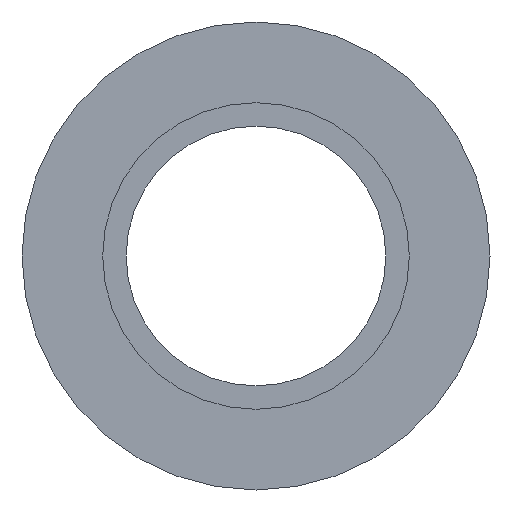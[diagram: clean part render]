
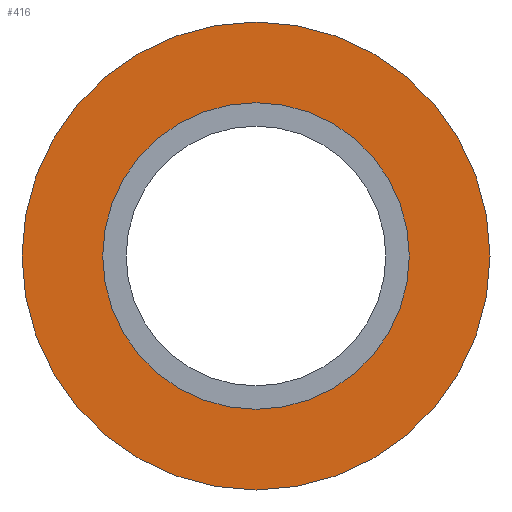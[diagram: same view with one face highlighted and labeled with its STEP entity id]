
A CAD part, front view. The second image highlights one B-rep face of the part: STEP entity #416.
In plain terms, the highlighted planar face has unit normal (0, -1, 0).
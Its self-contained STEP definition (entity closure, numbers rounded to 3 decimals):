
#17=FACE_BOUND('',#98,.T.);
#40=CIRCLE('',#466,20.);
#41=CIRCLE('',#467,20.);
#52=CIRCLE('',#485,13.1);
#53=CIRCLE('',#486,13.1);
#74=FACE_OUTER_BOUND('',#97,.T.);
#97=EDGE_LOOP('',(#377,#378));
#98=EDGE_LOOP('',(#379,#380));
#187=VERTEX_POINT('',#704);
#188=VERTEX_POINT('',#706);
#199=VERTEX_POINT('',#740);
#200=VERTEX_POINT('',#742);
#242=EDGE_CURVE('',#187,#188,#40,.T.);
#243=EDGE_CURVE('',#188,#187,#41,.T.);
#259=EDGE_CURVE('',#200,#199,#52,.T.);
#260=EDGE_CURVE('',#199,#200,#53,.T.);
#377=ORIENTED_EDGE('',*,*,#243,.F.);
#378=ORIENTED_EDGE('',*,*,#242,.F.);
#379=ORIENTED_EDGE('',*,*,#259,.T.);
#380=ORIENTED_EDGE('',*,*,#260,.T.);
#395=PLANE('',#487);
#416=ADVANCED_FACE('',(#74,#17),#395,.T.);
#466=AXIS2_PLACEMENT_3D('',#707,#573,#574);
#467=AXIS2_PLACEMENT_3D('',#708,#575,#576);
#485=AXIS2_PLACEMENT_3D('',#743,#616,#617);
#486=AXIS2_PLACEMENT_3D('',#744,#618,#619);
#487=AXIS2_PLACEMENT_3D('',#745,#620,#621);
#573=DIRECTION('center_axis',(0.,1.,0.));
#574=DIRECTION('ref_axis',(1.,0.,0.));
#575=DIRECTION('center_axis',(0.,1.,0.));
#576=DIRECTION('ref_axis',(1.,0.,0.));
#616=DIRECTION('center_axis',(0.,1.,0.));
#617=DIRECTION('ref_axis',(1.,0.,0.));
#618=DIRECTION('center_axis',(0.,1.,0.));
#619=DIRECTION('ref_axis',(1.,0.,0.));
#620=DIRECTION('center_axis',(0.,-1.,0.));
#621=DIRECTION('ref_axis',(0.,0.,-1.));
#704=CARTESIAN_POINT('',(20.,0.,0.));
#706=CARTESIAN_POINT('',(-20.,0.,0.));
#707=CARTESIAN_POINT('Origin',(0.,0.,0.));
#708=CARTESIAN_POINT('Origin',(0.,0.,0.));
#740=CARTESIAN_POINT('',(13.1,0.,0.));
#742=CARTESIAN_POINT('',(-13.1,0.,0.));
#743=CARTESIAN_POINT('Origin',(0.,0.,0.));
#744=CARTESIAN_POINT('Origin',(0.,0.,0.));
#745=CARTESIAN_POINT('Origin',(-20.,0.,0.));
